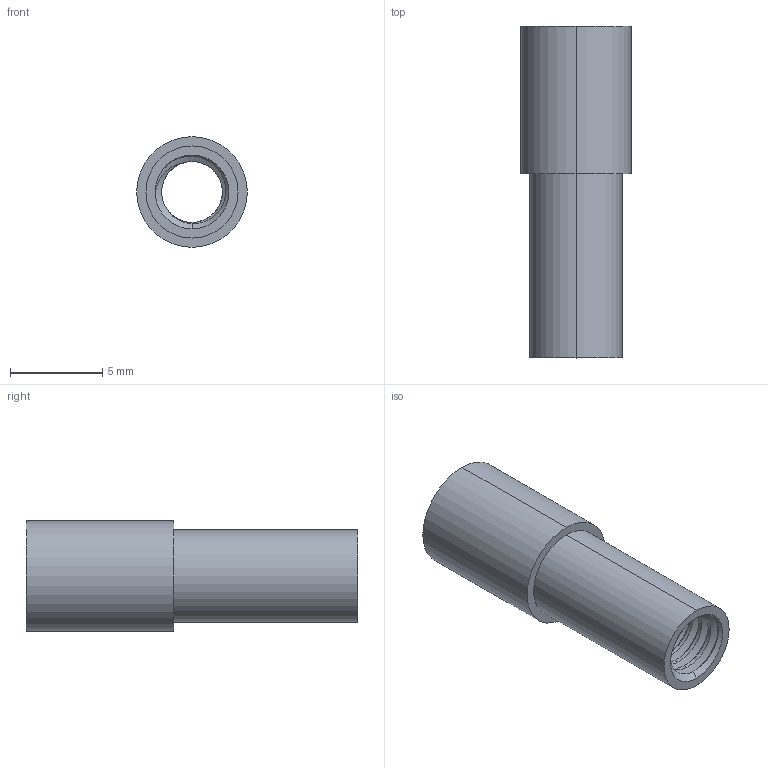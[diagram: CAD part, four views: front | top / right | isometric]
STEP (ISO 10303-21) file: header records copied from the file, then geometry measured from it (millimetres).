
FILE_DESCRIPTION (( 'STEP AP203' ), '1' );
FILE_NAME ('1503-5100-6080.STEP', '2018-01-18T17:05:28', ( '' ), ( '' ), 'SwSTEP 2.0', 'SolidWorks 2016', '' );
FILE_SCHEMA (( 'CONFIG_CONTROL_DESIGN' ));
Length unit declared in the file: millimetre
Products named in the file (1): 1503-5100-6080
Bounding box: 6 x 18 x 6 mm (x, y, z)
Volume: 238.7 mm3; surface area: 661.9 mm2
Topology: 1 solids, 1 shells, 119 faces, 343 edges, 227 vertices
Faces by surface type: cylinder 108, cone 6, plane 3, bspline 2
Entity records: 7169 total; most frequent: CARTESIAN_POINT 4584, ORIENTED_EDGE 686, DIRECTION 384, EDGE_CURVE 343, VERTEX_POINT 227, AXIS2_PLACEMENT_3D 137, EDGE_LOOP 122, ADVANCED_FACE 119
